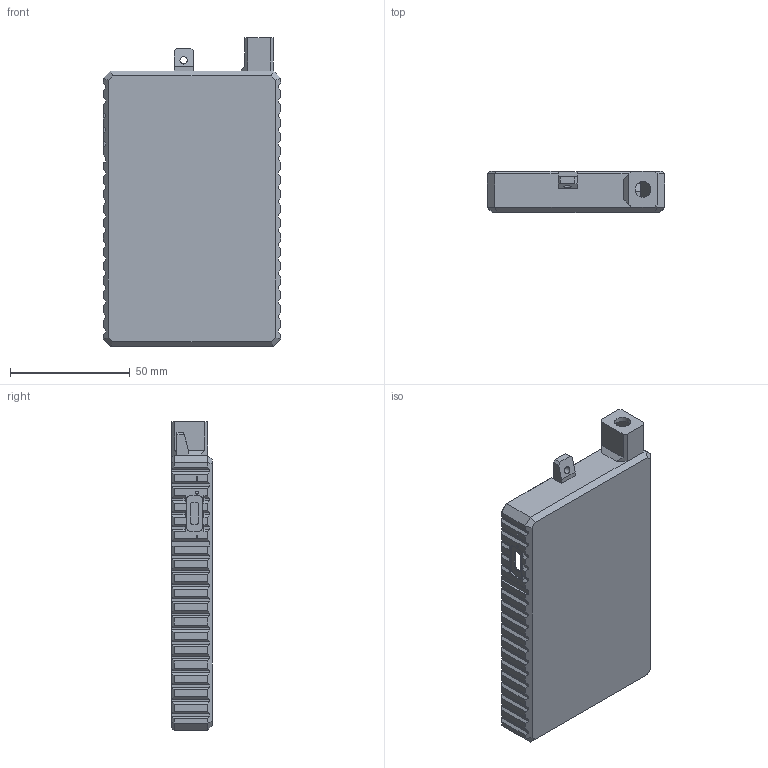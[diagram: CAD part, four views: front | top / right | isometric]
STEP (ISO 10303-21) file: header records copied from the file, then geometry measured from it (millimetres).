
FILE_DESCRIPTION(/* description */ (''),/* implementation_level */ '2;1');
FILE_NAME(/* name */ 'rak-battery.stp',/* time_stamp */ '2025-07-28T20:52:04+10:00',/* author */ ('vboxuser'),/* organization */ (''),/* preprocessor_version */ 'ST-DEVELOPER v20',/* originating_system */ 'Autodesk Inventor 2025',/* authorisation */ '');
FILE_SCHEMA (('AUTOMOTIVE_DESIGN { 1 0 10303 214 3 1 1 }'));
Length unit declared in the file: millimetre
Products named in the file (1): rak-battery
Bounding box: 74 x 17 x 129 mm (x, y, z)
Volume: 50608.6 mm3; surface area: 29494.9 mm2
Topology: 1 solids, 1 shells, 367 faces, 969 edges, 608 vertices
Faces by surface type: plane 333, cylinder 26, cone 8
Full cylindrical faces by diameter (mm): 0.5 x1, 1.2 x1, 2.3 x6, 3.05 x1, 6.6 x1
Entity records: 11065 total; most frequent: CARTESIAN_POINT 1941, ORIENTED_EDGE 1930, DIRECTION 1760, EDGE_CURVE 965, LINE 906, VECTOR 906, VERTEX_POINT 608, AXIS2_PLACEMENT_3D 427
